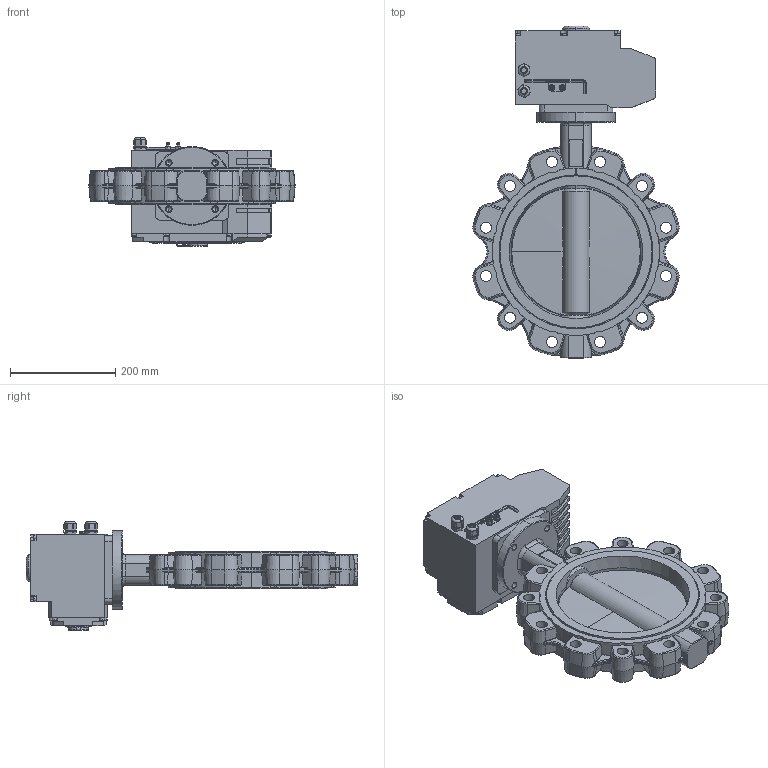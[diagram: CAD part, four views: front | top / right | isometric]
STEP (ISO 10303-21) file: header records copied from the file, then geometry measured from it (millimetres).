
FILE_DESCRIPTION (( 'STEP AP203' ), '1' );
FILE_NAME ('L9.000250E16C.STEP', '2023-03-08T08:09:51', ( '' ), ( '' ), 'SwSTEP 2.0', 'SolidWorks 2017', '' );
FILE_SCHEMA (( 'CONFIG_CONTROL_DESIGN' ));
Products named in the file (1): L9.000250E16C
Bounding box: 392.61 x 632 x 207 mm (x, y, z)
Volume: 11121736.4 mm3; surface area: 704244.7 mm2
Topology: 1 solids, 8 shells, 1610 faces, 4105 edges, 2476 vertices
Faces by surface type: plane 644, cylinder 400, cone 236, torus 202, bspline 124, sphere 4
Entity records: 54343 total; most frequent: CARTESIAN_POINT 16712, ORIENTED_EDGE 8018, DIRECTION 7775, EDGE_CURVE 4009, AXIS2_PLACEMENT_3D 2956, VERTEX_POINT 2476, LINE 1863, VECTOR 1863
